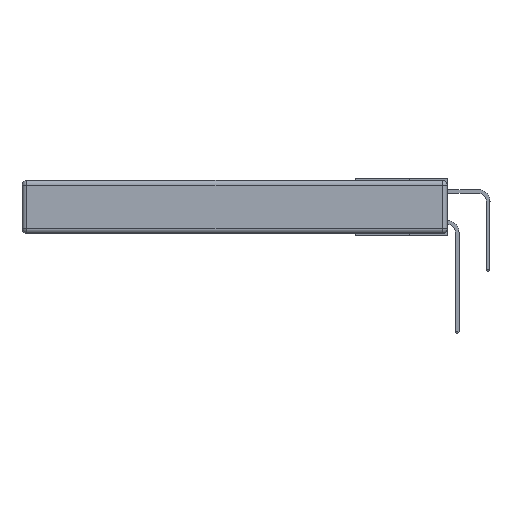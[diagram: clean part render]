
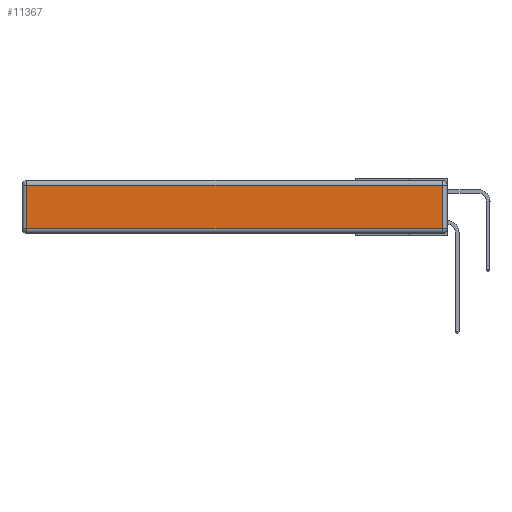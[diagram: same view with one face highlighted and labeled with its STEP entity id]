
A CAD part, left-side view. The second image highlights one B-rep face of the part: STEP entity #11367.
In plain terms, the highlighted planar face has unit normal (-1, 0, 0).
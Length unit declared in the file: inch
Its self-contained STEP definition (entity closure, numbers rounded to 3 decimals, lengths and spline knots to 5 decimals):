
#268 = VERTEX_POINT ( 'NONE', #8096 ) ;
#1752 = ORIENTED_EDGE ( 'NONE', *, *, #14731, .T. ) ;
#1795 = DIRECTION ( 'NONE',  ( 0., -1., 0. ) ) ;
#1899 = EDGE_CURVE ( 'NONE', #9058, #268, #8704, .T. ) ;
#2361 = CARTESIAN_POINT ( 'NONE',  ( 0., 0., -0.343 ) ) ;
#3051 = AXIS2_PLACEMENT_3D ( 'NONE', #2361, #4905, #16351 ) ;
#3760 = VERTEX_POINT ( 'NONE', #5102 ) ;
#3913 = ORIENTED_EDGE ( 'NONE', *, *, #9788, .T. ) ;
#3930 = LINE ( 'NONE', #11943, #9499 ) ;
#4552 = ORIENTED_EDGE ( 'NONE', *, *, #1899, .T. ) ;
#4905 = DIRECTION ( 'NONE',  ( -1., 0., 0. ) ) ;
#4964 = DIRECTION ( 'NONE',  ( 0., 1., 0. ) ) ;
#5102 = CARTESIAN_POINT ( 'NONE',  ( 0., 2.72, -0.03 ) ) ;
#5332 = VECTOR ( 'NONE', #1795, 39.37008 ) ;
#5412 = VECTOR ( 'NONE', #4964, 39.37008 ) ;
#6582 = VECTOR ( 'NONE', #10941, 39.37008 ) ;
#7076 = CARTESIAN_POINT ( 'NONE',  ( 0., 0.03, -0.343 ) ) ;
#8096 = CARTESIAN_POINT ( 'NONE',  ( 0., 0.03, -0.313 ) ) ;
#8704 = LINE ( 'NONE', #15610, #5332 ) ;
#9058 = VERTEX_POINT ( 'NONE', #15440 ) ;
#9143 = LINE ( 'NONE', #7076, #6582 ) ;
#9499 = VECTOR ( 'NONE', #11885, 39.37008 ) ;
#9788 = EDGE_CURVE ( 'NONE', #3760, #9058, #3930, .T. ) ;
#10586 = LINE ( 'NONE', #16186, #5412 ) ;
#10941 = DIRECTION ( 'NONE',  ( 0., 0., 1. ) ) ;
#11078 = PLANE ( 'NONE',  #3051 ) ;
#11367 = ADVANCED_FACE ( 'NONE', ( #13412 ), #11078, .T. ) ;
#11751 = EDGE_LOOP ( 'NONE', ( #4552, #1752, #12059, #3913 ) ) ;
#11885 = DIRECTION ( 'NONE',  ( 0., 0., -1. ) ) ;
#11943 = CARTESIAN_POINT ( 'NONE',  ( 0., 2.72, -0.343 ) ) ;
#12059 = ORIENTED_EDGE ( 'NONE', *, *, #13503, .T. ) ;
#12713 = CARTESIAN_POINT ( 'NONE',  ( 0., 0.03, -0.03 ) ) ;
#13412 = FACE_OUTER_BOUND ( 'NONE', #11751, .T. ) ;
#13503 = EDGE_CURVE ( 'NONE', #16126, #3760, #10586, .T. ) ;
#14731 = EDGE_CURVE ( 'NONE', #268, #16126, #9143, .T. ) ;
#15440 = CARTESIAN_POINT ( 'NONE',  ( 0., 2.72, -0.313 ) ) ;
#15610 = CARTESIAN_POINT ( 'NONE',  ( 0., 0., -0.313 ) ) ;
#16126 = VERTEX_POINT ( 'NONE', #12713 ) ;
#16186 = CARTESIAN_POINT ( 'NONE',  ( 0., 2.75, -0.03 ) ) ;
#16351 = DIRECTION ( 'NONE',  ( 0., 0., 1. ) ) ;
